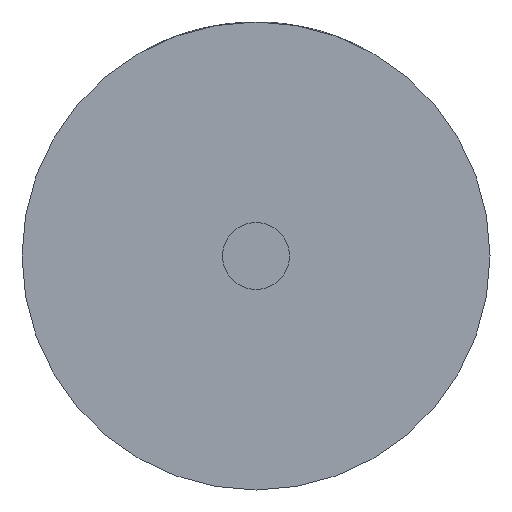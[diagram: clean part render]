
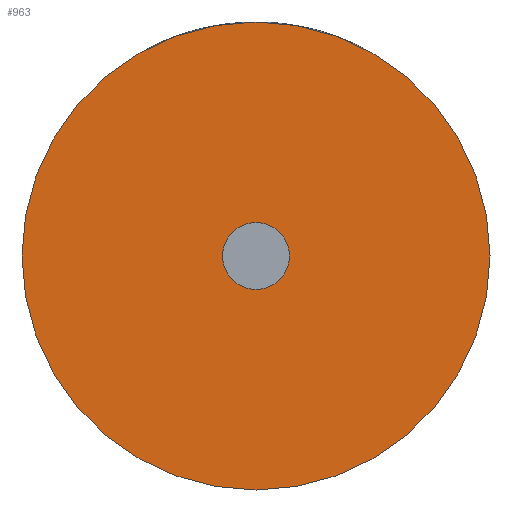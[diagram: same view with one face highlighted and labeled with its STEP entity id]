
A CAD part, front view. The second image highlights one B-rep face of the part: STEP entity #963.
In plain terms, the highlighted planar face has unit normal (0, -1, 0).
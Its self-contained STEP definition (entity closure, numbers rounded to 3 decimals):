
#1 = DIRECTION ( 'NONE',  ( 0., 0., 1. ) ) ;
#48 = EDGE_LOOP ( 'NONE', ( #1082, #693 ) ) ;
#107 = DIRECTION ( 'NONE',  ( 0., 1., 0. ) ) ;
#124 = VERTEX_POINT ( 'NONE', #226 ) ;
#169 = DIRECTION ( 'NONE',  ( 0., 0., 1. ) ) ;
#226 = CARTESIAN_POINT ( 'NONE',  ( 0., 0., -0.5 ) ) ;
#296 = DIRECTION ( 'NONE',  ( 0., 0., 1. ) ) ;
#330 = CARTESIAN_POINT ( 'NONE',  ( 0., 0., 0. ) ) ;
#349 = EDGE_CURVE ( 'NONE', #572, #460, #870, .T. ) ;
#390 = DIRECTION ( 'NONE',  ( 0., 1., 0. ) ) ;
#449 = AXIS2_PLACEMENT_3D ( 'NONE', #330, #107, #546 ) ;
#460 = VERTEX_POINT ( 'NONE', #773 ) ;
#473 = ORIENTED_EDGE ( 'NONE', *, *, #780, .F. ) ;
#497 = CARTESIAN_POINT ( 'NONE',  ( 0., 0., 0. ) ) ;
#503 = CIRCLE ( 'NONE', #1241, 0.5 ) ;
#546 = DIRECTION ( 'NONE',  ( 0., 0., 1. ) ) ;
#557 = AXIS2_PLACEMENT_3D ( 'NONE', #497, #390, #296 ) ;
#572 = VERTEX_POINT ( 'NONE', #1207 ) ;
#598 = FACE_OUTER_BOUND ( 'NONE', #48, .T. ) ;
#680 = AXIS2_PLACEMENT_3D ( 'NONE', #982, #1076, #1 ) ;
#693 = ORIENTED_EDGE ( 'NONE', *, *, #954, .F. ) ;
#703 = DIRECTION ( 'NONE',  ( 0., -1., 0. ) ) ;
#716 = CIRCLE ( 'NONE', #1212, 0.5 ) ;
#721 = VERTEX_POINT ( 'NONE', #1232 ) ;
#773 = CARTESIAN_POINT ( 'NONE',  ( 0., 0., 3.5 ) ) ;
#780 = EDGE_CURVE ( 'NONE', #124, #721, #503, .T. ) ;
#870 = CIRCLE ( 'NONE', #557, 3.5 ) ;
#887 = EDGE_CURVE ( 'NONE', #721, #124, #716, .T. ) ;
#932 = CIRCLE ( 'NONE', #449, 3.5 ) ;
#954 = EDGE_CURVE ( 'NONE', #460, #572, #932, .T. ) ;
#955 = CARTESIAN_POINT ( 'NONE',  ( 0., 0., 0. ) ) ;
#959 = DIRECTION ( 'NONE',  ( 0., 0., 1. ) ) ;
#963 = ADVANCED_FACE ( 'NONE', ( #1401, #598 ), #1179, .F. ) ;
#982 = CARTESIAN_POINT ( 'NONE',  ( 0., 0., 0. ) ) ;
#986 = ORIENTED_EDGE ( 'NONE', *, *, #887, .F. ) ;
#1076 = DIRECTION ( 'NONE',  ( 0., 1., 0. ) ) ;
#1082 = ORIENTED_EDGE ( 'NONE', *, *, #349, .F. ) ;
#1145 = EDGE_LOOP ( 'NONE', ( #986, #473 ) ) ;
#1179 = PLANE ( 'NONE',  #680 ) ;
#1207 = CARTESIAN_POINT ( 'NONE',  ( 0., 0., -3.5 ) ) ;
#1212 = AXIS2_PLACEMENT_3D ( 'NONE', #955, #1288, #959 ) ;
#1232 = CARTESIAN_POINT ( 'NONE',  ( 0., 0., 0.5 ) ) ;
#1241 = AXIS2_PLACEMENT_3D ( 'NONE', #1359, #703, #169 ) ;
#1288 = DIRECTION ( 'NONE',  ( 0., -1., 0. ) ) ;
#1359 = CARTESIAN_POINT ( 'NONE',  ( 0., 0., 0. ) ) ;
#1401 = FACE_BOUND ( 'NONE', #1145, .T. ) ;
